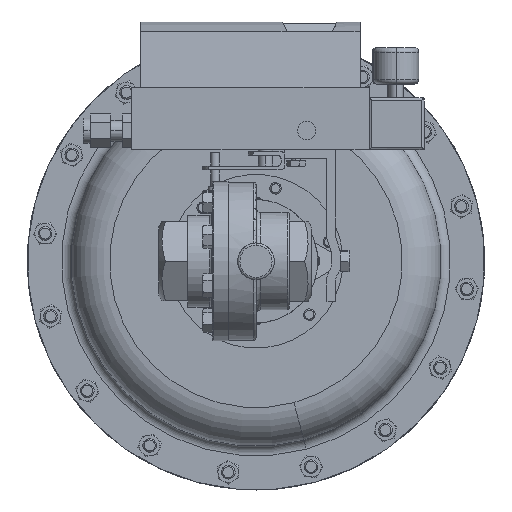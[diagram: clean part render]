
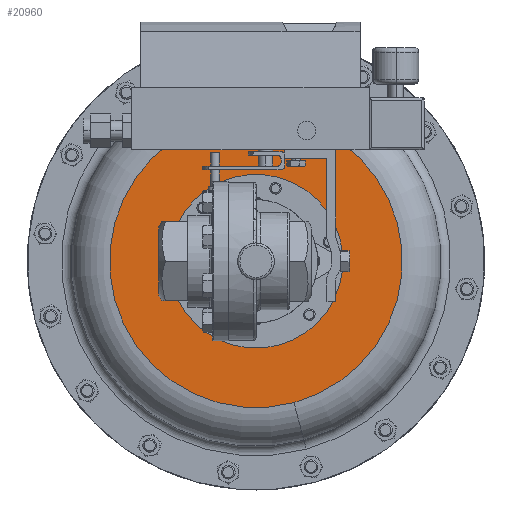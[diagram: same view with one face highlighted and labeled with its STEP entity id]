
A CAD part, front view. The second image highlights one B-rep face of the part: STEP entity #20960.
In plain terms, the highlighted planar face has unit normal (0, -1, 0).
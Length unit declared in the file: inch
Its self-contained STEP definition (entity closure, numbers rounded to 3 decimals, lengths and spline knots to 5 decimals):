
#2051 = CIRCLE ( 'NONE', #34511, 4. ) ;
#2623 = VERTEX_POINT ( 'NONE', #32562 ) ;
#2659 = VERTEX_POINT ( 'NONE', #7210 ) ;
#2922 = DIRECTION ( 'NONE',  ( -0.259, 0., 0.966 ) ) ;
#3336 = VERTEX_POINT ( 'NONE', #38364 ) ;
#5967 = PLANE ( 'NONE',  #8743 ) ;
#6218 = ORIENTED_EDGE ( 'NONE', *, *, #24114, .T. ) ;
#7210 = CARTESIAN_POINT ( 'NONE',  ( 0.60375, 9.57865, 2.19433 ) ) ;
#8114 = CARTESIAN_POINT ( 'NONE',  ( 2.28313, 9.57865, 3.87371 ) ) ;
#8720 = CARTESIAN_POINT ( 'NONE',  ( 3.96251, 9.57865, 5.55309 ) ) ;
#8743 = AXIS2_PLACEMENT_3D ( 'NONE', #16016, #22618, #2922 ) ;
#10346 = DIRECTION ( 'NONE',  ( 0., 1., 0. ) ) ;
#11421 = DIRECTION ( 'NONE',  ( -0.707, 0., -0.707 ) ) ;
#13333 = CIRCLE ( 'NONE', #26774, 4. ) ;
#14580 = EDGE_CURVE ( 'NONE', #2659, #29671, #26359, .T. ) ;
#15195 = ORIENTED_EDGE ( 'NONE', *, *, #35452, .F. ) ;
#16016 = CARTESIAN_POINT ( 'NONE',  ( -1.58058, 9.57865, 2.83843 ) ) ;
#16281 = DIRECTION ( 'NONE',  ( 0., 1., 0. ) ) ;
#18149 = DIRECTION ( 'NONE',  ( 0., 1., 0. ) ) ;
#20960 = ADVANCED_FACE ( 'NONE', ( #29178, #36956 ), #5967, .T. ) ;
#22618 = DIRECTION ( 'NONE',  ( 0., -1., 0. ) ) ;
#24114 = EDGE_CURVE ( 'NONE', #29671, #2659, #24803, .T. ) ;
#24803 = CIRCLE ( 'NONE', #32265, 2.375 ) ;
#25185 = EDGE_LOOP ( 'NONE', ( #15195, #28572 ) ) ;
#26359 = CIRCLE ( 'NONE', #42425, 2.375 ) ;
#26774 = AXIS2_PLACEMENT_3D ( 'NONE', #37873, #18149, #41188 ) ;
#28572 = ORIENTED_EDGE ( 'NONE', *, *, #36499, .F. ) ;
#29178 = FACE_OUTER_BOUND ( 'NONE', #25185, .T. ) ;
#29671 = VERTEX_POINT ( 'NONE', #8720 ) ;
#30055 = CARTESIAN_POINT ( 'NONE',  ( 2.28313, 9.57865, 3.87371 ) ) ;
#31125 = DIRECTION ( 'NONE',  ( 0., 1., 0. ) ) ;
#32265 = AXIS2_PLACEMENT_3D ( 'NONE', #36055, #16281, #39316 ) ;
#32562 = CARTESIAN_POINT ( 'NONE',  ( 1.24785, 9.57865, 7.73741 ) ) ;
#33401 = DIRECTION ( 'NONE',  ( 0.259, 0., -0.966 ) ) ;
#34511 = AXIS2_PLACEMENT_3D ( 'NONE', #30055, #10346, #33401 ) ;
#35452 = EDGE_CURVE ( 'NONE', #3336, #2623, #2051, .T. ) ;
#36055 = CARTESIAN_POINT ( 'NONE',  ( 2.28313, 9.57865, 3.87371 ) ) ;
#36499 = EDGE_CURVE ( 'NONE', #2623, #3336, #13333, .T. ) ;
#36956 = FACE_BOUND ( 'NONE', #40663, .T. ) ;
#37873 = CARTESIAN_POINT ( 'NONE',  ( 2.28313, 9.57865, 3.87371 ) ) ;
#38364 = CARTESIAN_POINT ( 'NONE',  ( 3.3184, 9.57865, 0.01 ) ) ;
#39306 = ORIENTED_EDGE ( 'NONE', *, *, #14580, .T. ) ;
#39316 = DIRECTION ( 'NONE',  ( -0.707, 0., -0.707 ) ) ;
#40663 = EDGE_LOOP ( 'NONE', ( #6218, #39306 ) ) ;
#41188 = DIRECTION ( 'NONE',  ( 0.259, 0., -0.966 ) ) ;
#42425 = AXIS2_PLACEMENT_3D ( 'NONE', #8114, #31125, #11421 ) ;
